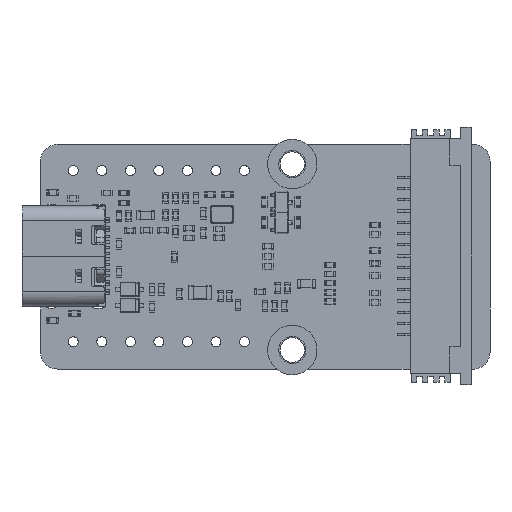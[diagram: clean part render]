
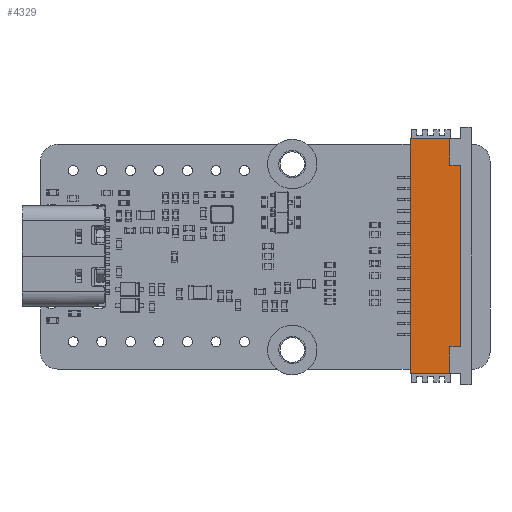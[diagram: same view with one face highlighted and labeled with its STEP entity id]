
A CAD part, front view. The second image highlights one B-rep face of the part: STEP entity #4329.
In plain terms, the highlighted face is planar.
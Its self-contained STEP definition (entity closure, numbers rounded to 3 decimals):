
#108 = CARTESIAN_POINT ( 'NONE',  ( -0.45, -1.271, 2.56 ) ) ;
#799 = LINE ( 'NONE', #17609, #9053 ) ;
#919 = ORIENTED_EDGE ( 'NONE', *, *, #39942, .T. ) ;
#3073 = CARTESIAN_POINT ( 'NONE',  ( 0., 0.8, 2.56 ) ) ;
#3979 = DIRECTION ( 'NONE',  ( 0., -1., 0. ) ) ;
#4329 = ADVANCED_FACE ( 'NONE', ( #34269 ), #24926, .T. ) ;
#4643 = DIRECTION ( 'NONE',  ( 1., 0., 0. ) ) ;
#5244 = ORIENTED_EDGE ( 'NONE', *, *, #54405, .T. ) ;
#5259 = CARTESIAN_POINT ( 'NONE',  ( 8.09, -2.7, 2.56 ) ) ;
#5613 = CARTESIAN_POINT ( 'NONE',  ( -8.09, -3.65, 2.56 ) ) ;
#5821 = VERTEX_POINT ( 'NONE', #47794 ) ;
#5958 = VERTEX_POINT ( 'NONE', #20456 ) ;
#6659 = B_SPLINE_CURVE_WITH_KNOTS ( 'NONE', 1,
 ( #25008, #37412 ),
 .UNSPECIFIED., .F., .F.,
 ( 2, 2 ),
 ( 0., 10.435 ),
 .UNSPECIFIED. ) ;
#7812 = CARTESIAN_POINT ( 'NONE',  ( 10.435, -2.7, 2.56 ) ) ;
#9053 = VECTOR ( 'NONE', #48464, 1000. ) ;
#9892 = EDGE_CURVE ( 'NONE', #24443, #20722, #35016, .T. ) ;
#10091 = DIRECTION ( 'NONE',  ( 1., 0., 0. ) ) ;
#10480 = DIRECTION ( 'NONE',  ( 0., -1., 0. ) ) ;
#12474 = CARTESIAN_POINT ( 'NONE',  ( 0., 0.8, 2.56 ) ) ;
#13336 = DIRECTION ( 'NONE',  ( 0., 0., 1. ) ) ;
#14657 = CARTESIAN_POINT ( 'NONE',  ( 10.435, 0.8, 2.56 ) ) ;
#14979 = EDGE_CURVE ( 'NONE', #31746, #24218, #35963, .T. ) ;
#15194 = CARTESIAN_POINT ( 'NONE',  ( 8.09, -3.65, 2.56 ) ) ;
#15274 = VECTOR ( 'NONE', #4643, 1000. ) ;
#16081 = CARTESIAN_POINT ( 'NONE',  ( 8.09, -2.7, 2.56 ) ) ;
#17609 = CARTESIAN_POINT ( 'NONE',  ( -8.09, -1.75, 2.56 ) ) ;
#18168 = CARTESIAN_POINT ( 'NONE',  ( 10.435, 0.8, 2.56 ) ) ;
#18698 = VECTOR ( 'NONE', #23802, 1000. ) ;
#19941 = LINE ( 'NONE', #52760, #18698 ) ;
#20098 = ORIENTED_EDGE ( 'NONE', *, *, #36618, .F. ) ;
#20456 = CARTESIAN_POINT ( 'NONE',  ( -8.09, -2.7, 2.56 ) ) ;
#20722 = VERTEX_POINT ( 'NONE', #52622 ) ;
#21524 = B_SPLINE_CURVE_WITH_KNOTS ( 'NONE', 1,
 ( #18168, #47670 ),
 .UNSPECIFIED., .F., .F.,
 ( 2, 2 ),
 ( 0., 3.5 ),
 .UNSPECIFIED. ) ;
#23395 = ORIENTED_EDGE ( 'NONE', *, *, #32484, .F. ) ;
#23802 = DIRECTION ( 'NONE',  ( 0., 1., 0. ) ) ;
#24218 = VERTEX_POINT ( 'NONE', #15194 ) ;
#24443 = VERTEX_POINT ( 'NONE', #33378 ) ;
#24926 = PLANE ( 'NONE',  #26522 ) ;
#25008 = CARTESIAN_POINT ( 'NONE',  ( 0., 0.8, 2.56 ) ) ;
#25250 = EDGE_LOOP ( 'NONE', ( #20098, #52273, #36613, #919, #39531, #33863, #5244, #52105, #23395 ) ) ;
#25504 = VERTEX_POINT ( 'NONE', #14657 ) ;
#25566 = VERTEX_POINT ( 'NONE', #3073 ) ;
#26522 = AXIS2_PLACEMENT_3D ( 'NONE', #108, #13336, #3979 ) ;
#27041 = CARTESIAN_POINT ( 'NONE',  ( -10.435, 0.8, 2.56 ) ) ;
#28910 = CARTESIAN_POINT ( 'NONE',  ( -10.435, -2.7, 2.56 ) ) ;
#29116 = B_SPLINE_CURVE_WITH_KNOTS ( 'NONE', 1,
 ( #7812, #16081 ),
 .UNSPECIFIED., .F., .F.,
 ( 2, 2 ),
 ( 0., 2.345 ),
 .UNSPECIFIED. ) ;
#31746 = VERTEX_POINT ( 'NONE', #5613 ) ;
#32484 = EDGE_CURVE ( 'NONE', #25504, #5821, #21524, .T. ) ;
#32491 = VECTOR ( 'NONE', #10091, 1000. ) ;
#33378 = CARTESIAN_POINT ( 'NONE',  ( -10.435, 0.8, 2.56 ) ) ;
#33863 = ORIENTED_EDGE ( 'NONE', *, *, #14979, .T. ) ;
#34269 = FACE_OUTER_BOUND ( 'NONE', #25250, .T. ) ;
#34421 = VERTEX_POINT ( 'NONE', #5259 ) ;
#35016 = LINE ( 'NONE', #27041, #35713 ) ;
#35703 = CARTESIAN_POINT ( 'NONE',  ( -8.09, -3.65, 2.56 ) ) ;
#35713 = VECTOR ( 'NONE', #10480, 1000. ) ;
#35963 = LINE ( 'NONE', #35703, #32491 ) ;
#36613 = ORIENTED_EDGE ( 'NONE', *, *, #9892, .T. ) ;
#36618 = EDGE_CURVE ( 'NONE', #25566, #25504, #6659, .T. ) ;
#37412 = CARTESIAN_POINT ( 'NONE',  ( 10.435, 0.8, 2.56 ) ) ;
#37707 = EDGE_CURVE ( 'NONE', #25566, #24443, #51046, .T. ) ;
#39531 = ORIENTED_EDGE ( 'NONE', *, *, #41319, .T. ) ;
#39942 = EDGE_CURVE ( 'NONE', #20722, #5958, #41600, .T. ) ;
#41319 = EDGE_CURVE ( 'NONE', #5958, #31746, #799, .T. ) ;
#41600 = LINE ( 'NONE', #28910, #15274 ) ;
#46932 = DIRECTION ( 'NONE',  ( -1., 0., 0. ) ) ;
#47670 = CARTESIAN_POINT ( 'NONE',  ( 10.435, -2.7, 2.56 ) ) ;
#47794 = CARTESIAN_POINT ( 'NONE',  ( 10.435, -2.7, 2.56 ) ) ;
#48464 = DIRECTION ( 'NONE',  ( 0., -1., 0. ) ) ;
#49442 = VECTOR ( 'NONE', #46932, 1000. ) ;
#51046 = LINE ( 'NONE', #12474, #49442 ) ;
#52105 = ORIENTED_EDGE ( 'NONE', *, *, #53195, .F. ) ;
#52273 = ORIENTED_EDGE ( 'NONE', *, *, #37707, .T. ) ;
#52622 = CARTESIAN_POINT ( 'NONE',  ( -10.435, -2.7, 2.56 ) ) ;
#52760 = CARTESIAN_POINT ( 'NONE',  ( 8.09, -3.65, 2.56 ) ) ;
#53195 = EDGE_CURVE ( 'NONE', #5821, #34421, #29116, .T. ) ;
#54405 = EDGE_CURVE ( 'NONE', #24218, #34421, #19941, .T. ) ;
